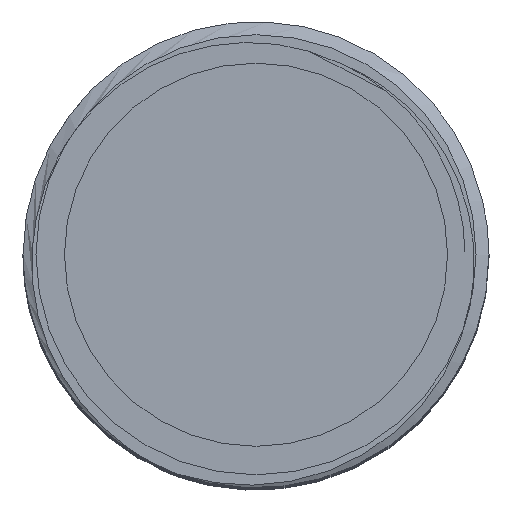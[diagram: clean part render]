
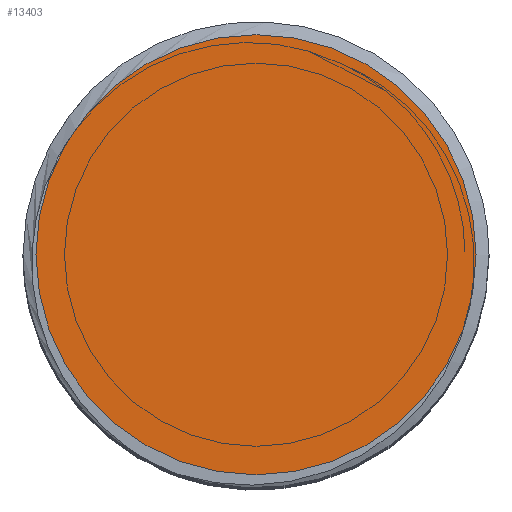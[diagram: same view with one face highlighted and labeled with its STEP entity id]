
A CAD part, top view. The second image highlights one B-rep face of the part: STEP entity #13403.
In plain terms, the highlighted planar face has unit normal (0, 0, 1).
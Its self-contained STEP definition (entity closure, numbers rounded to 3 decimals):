
#79 = CIRCLE ( 'NONE', #14189, 8.5 ) ;
#393 = DIRECTION ( 'NONE',  ( 1., 0., 0. ) ) ;
#546 = DIRECTION ( 'NONE',  ( 0., 0., 1. ) ) ;
#900 = DIRECTION ( 'NONE',  ( 1., 0., 0. ) ) ;
#2036 = VERTEX_POINT ( 'NONE', #14001 ) ;
#4799 = EDGE_CURVE ( 'NONE', #2036, #15209, #79, .T. ) ;
#5006 = CIRCLE ( 'NONE', #15251, 8.5 ) ;
#5856 = DIRECTION ( 'NONE',  ( 0., 0., 1. ) ) ;
#6299 = CARTESIAN_POINT ( 'NONE',  ( 8.5, 0., 0.5 ) ) ;
#6451 = DIRECTION ( 'NONE',  ( 1., 0., 0. ) ) ;
#6538 = DIRECTION ( 'NONE',  ( 0., 0., 1. ) ) ;
#7769 = EDGE_CURVE ( 'NONE', #15209, #2036, #5006, .T. ) ;
#8472 = CARTESIAN_POINT ( 'NONE',  ( 0., 0., 0.5 ) ) ;
#8578 = ORIENTED_EDGE ( 'NONE', *, *, #4799, .T. ) ;
#10352 = CARTESIAN_POINT ( 'NONE',  ( 0., 0., 0.5 ) ) ;
#12026 = ORIENTED_EDGE ( 'NONE', *, *, #7769, .T. ) ;
#12790 = FACE_OUTER_BOUND ( 'NONE', #16214, .T. ) ;
#13403 = ADVANCED_FACE ( 'NONE', ( #12790 ), #16612, .T. ) ;
#13920 = AXIS2_PLACEMENT_3D ( 'NONE', #16525, #546, #900 ) ;
#14001 = CARTESIAN_POINT ( 'NONE',  ( -8.5, 0., 0.5 ) ) ;
#14189 = AXIS2_PLACEMENT_3D ( 'NONE', #8472, #5856, #393 ) ;
#15209 = VERTEX_POINT ( 'NONE', #6299 ) ;
#15251 = AXIS2_PLACEMENT_3D ( 'NONE', #10352, #6538, #6451 ) ;
#16214 = EDGE_LOOP ( 'NONE', ( #8578, #12026 ) ) ;
#16525 = CARTESIAN_POINT ( 'NONE',  ( 0., 0., 0.5 ) ) ;
#16612 = PLANE ( 'NONE',  #13920 ) ;
